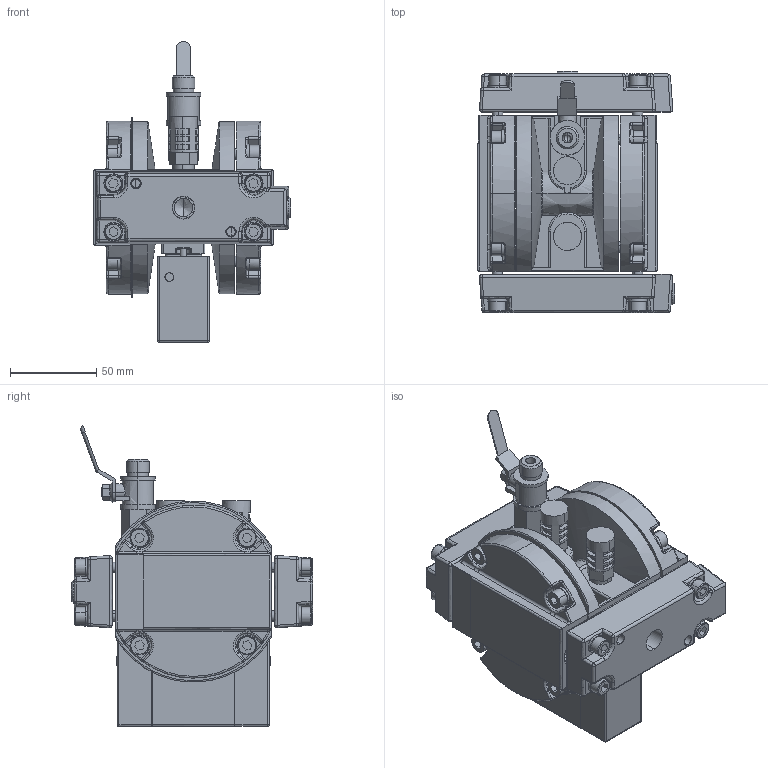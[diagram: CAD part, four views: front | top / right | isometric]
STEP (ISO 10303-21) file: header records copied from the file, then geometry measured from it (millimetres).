
FILE_DESCRIPTION (( 'STEP AP203' ), '1' );
FILE_NAME ('DDP-70B_for Customers.STEP', '2023-07-31T08:55:18', ( '' ), ( '' ), 'SwSTEP 2.0', 'SolidWorks 2019', '' );
FILE_SCHEMA (( 'CONFIG_CONTROL_DESIGN' ));
Length unit declared in the file: millimetre
Products named in the file (16): 06356503_榋妏寠晅无倌_1.IGS; 0442581F_蓋_1.IGS; ddp-90d僶儖僽杮懱_2.IGS; 06357501_座金組込六角穴付ﾎﾞﾙﾄ_1.IGS; 幢憖嶌兽偬轤70梡娙堈恾_1.IGS; SWP-00007920_1.IGS; SWP-00007943_1.IGS; SWP-00007950_預設.IGS; SWP-00007914_1.IGS; DDP-70B_for Customers; 06357500_座金組込六角穴付ﾎﾞﾙﾄ.IGS; DDP-70B_for Customers.IGS; SWP-00007947_1.IGS; ddp-90d僶儖僽僣儅儈_2.IGS; SWP-00007949_1.IGS; 04432590_玶蚾.IGS
Assembly tree (34 placements, depth 3):
  DDP-70B_for Customers
    DDP-70B_for Customers.IGS
      SWP-00007914_1.IGS
      SWP-00007949_1.IGS
      06357500_座金組込六角穴付ﾎﾞﾙﾄ.IGS  x8
      06357501_座金組込六角穴付ﾎﾞﾙﾄ_1.IGS  x8
      04432590_玶蚾.IGS  x2
      SWP-00007920_1.IGS
      SWP-00007947_1.IGS  x2
      SWP-00007943_1.IGS  x2
      06356503_榋妏寠晅无倌_1.IGS  x2
      ddp-90d僶儖僽杮懱_2.IGS
      ddp-90d僶儖僽僣儅儈_2.IGS
      SWP-00007950_預設.IGS
      0442581F_蓋_1.IGS  x2
      幢憖嶌兽偬轤70梡娙堈恾_1.IGS
Bounding box: 114.13 x 139.5 x 174.1 mm (x, y, z)
Volume: 866105 mm3; surface area: 200213.3 mm2
Topology: 35 solids, 35 shells, 1529 faces, 3622 edges, 2223 vertices
Faces by surface type: bspline 1529
Entity records: 38316 total; most frequent: CARTESIAN_POINT 23886, ORIENTED_EDGE 4112, EDGE_CURVE 2056, B_SPLINE_CURVE_WITH_KNOTS 1473, VERTEX_POINT 1282, EDGE_LOOP 984, FACE_OUTER_BOUND 862, ADVANCED_FACE 862
